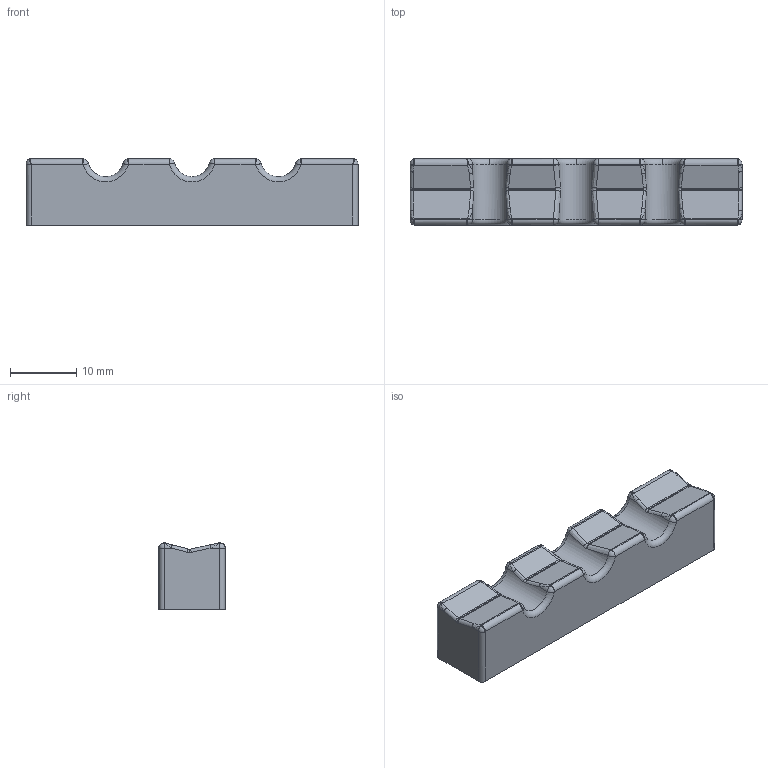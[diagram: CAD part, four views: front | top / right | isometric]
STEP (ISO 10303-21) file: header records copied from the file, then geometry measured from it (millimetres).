
FILE_DESCRIPTION (( 'STEP AP203' ), '1' );
FILE_NAME ('diente_2.STEP', '2022-11-30T20:59:04', ( '' ), ( '' ), 'SwSTEP 2.0', 'SolidWorks 2021', '' );
FILE_SCHEMA (( 'CONFIG_CONTROL_DESIGN' ));
Length unit declared in the file: millimetre
Products named in the file (1): diente_2
Bounding box: 50 x 10 x 9.98 mm (x, y, z)
Volume: 4366 mm3; surface area: 2278.8 mm2
Topology: 1 solids, 1 shells, 156 faces, 367 edges, 196 vertices
Faces by surface type: bspline 58, cylinder 51, torus 21, plane 16, sphere 10
Entity records: 5249 total; most frequent: CARTESIAN_POINT 2168, ORIENTED_EDGE 694, DIRECTION 576, EDGE_CURVE 347, AXIS2_PLACEMENT_3D 252, VERTEX_POINT 196, EDGE_LOOP 159, FACE_OUTER_BOUND 156
